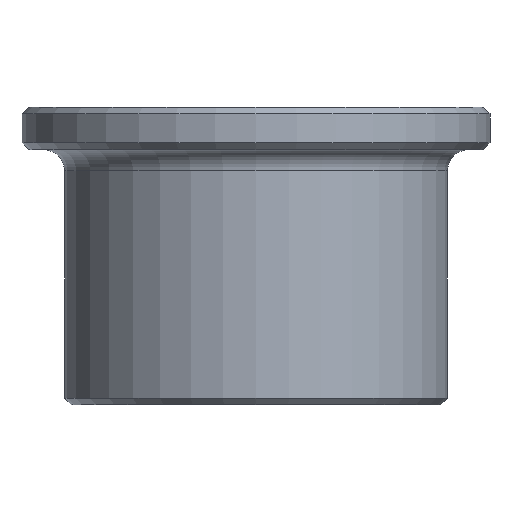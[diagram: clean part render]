
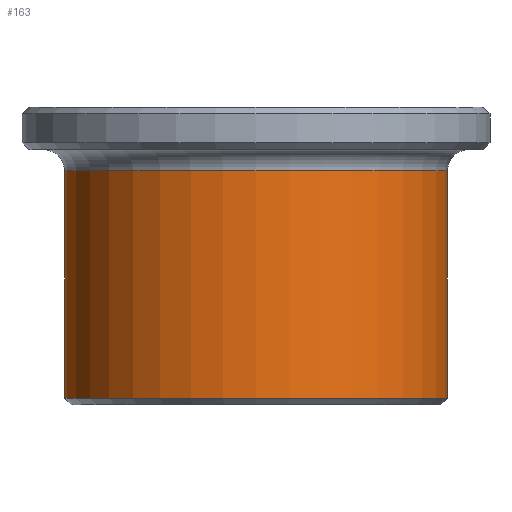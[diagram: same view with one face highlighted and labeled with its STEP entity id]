
A CAD part, front view. The second image highlights one B-rep face of the part: STEP entity #163.
In plain terms, the highlighted cylindrical face has radius 22.5 mm (diameter 45 mm), a full revolution.
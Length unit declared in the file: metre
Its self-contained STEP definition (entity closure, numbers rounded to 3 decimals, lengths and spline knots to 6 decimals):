
#163=ADVANCED_FACE('',(#199,#200),#201,.T.);
#199=FACE_OUTER_BOUND('',#3235,.T.);
#200=FACE_OUTER_BOUND('',#3236,.T.);
#201=CYLINDRICAL_SURFACE('',#3237,0.0225);
#3235=EDGE_LOOP('',(#6302));
#3236=EDGE_LOOP('',(#6303));
#3237=AXIS2_PLACEMENT_3D('',#6304,#6305,#6306);
#6302=ORIENTED_EDGE('',*,*,#6355,.T.);
#6303=ORIENTED_EDGE('',*,*,#6356,.F.);
#6304=CARTESIAN_POINT('',(0.0,0.0,0.));
#6305=DIRECTION('',(0.0,0.,-1.0));
#6306=DIRECTION('',(0.0,1.0,0.));
#6355=EDGE_CURVE('',#6394,#6394,#6395,.T.);
#6356=EDGE_CURVE('',#6396,#6396,#6397,.T.);
#6394=VERTEX_POINT('',#6664);
#6395=CIRCLE('',#6665,0.0225);
#6396=VERTEX_POINT('',#6666);
#6397=CIRCLE('',#6667,0.0225);
#6664=CARTESIAN_POINT('',(0.0,0.0225,0.0275));
#6665=AXIS2_PLACEMENT_3D('',#6711,#6712,#6713);
#6666=CARTESIAN_POINT('',(0.0,0.0225,0.0008));
#6667=AXIS2_PLACEMENT_3D('',#6714,#6715,#6716);
#6711=CARTESIAN_POINT('',(0.0,0.0,0.0275));
#6712=DIRECTION('',(0.0,0.,-1.0));
#6713=DIRECTION('',(0.0,1.0,0.));
#6714=CARTESIAN_POINT('',(0.0,0.0,0.0008));
#6715=DIRECTION('',(0.0,0.,-1.0));
#6716=DIRECTION('',(0.0,1.0,0.));
